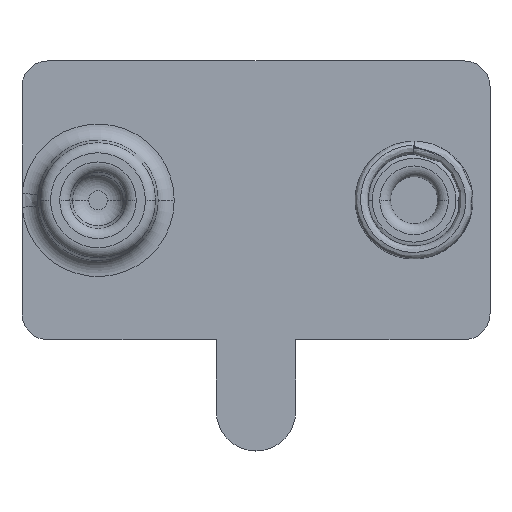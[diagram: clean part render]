
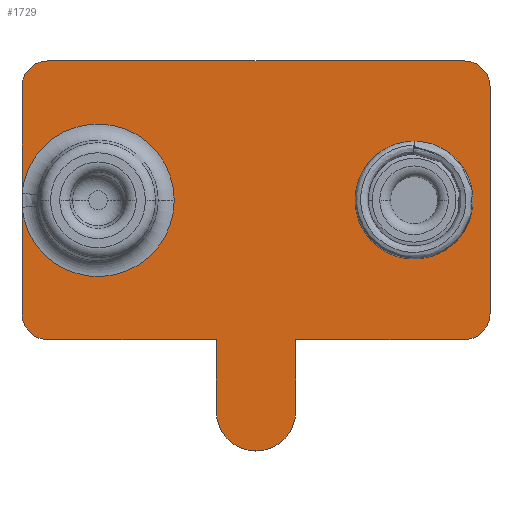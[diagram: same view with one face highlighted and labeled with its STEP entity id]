
A CAD part, top view. The second image highlights one B-rep face of the part: STEP entity #1729.
In plain terms, the highlighted planar face has unit normal (0, 0, 1).
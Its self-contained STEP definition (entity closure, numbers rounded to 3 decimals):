
#63 = CARTESIAN_POINT ( 'NONE',  ( 10.92, 6.4, 0.15 ) ) ;
#129 = DIRECTION ( 'NONE',  ( 0., 0., -1. ) ) ;
#207 = VERTEX_POINT ( 'NONE', #3074 ) ;
#234 = ORIENTED_EDGE ( 'NONE', *, *, #3474, .T. ) ;
#259 = LINE ( 'NONE', #1734, #3673 ) ;
#273 = ORIENTED_EDGE ( 'NONE', *, *, #2762, .F. ) ;
#295 = DIRECTION ( 'NONE',  ( 0., -1., 0. ) ) ;
#309 = CIRCLE ( 'NONE', #3134, 1.2 ) ;
#372 = AXIS2_PLACEMENT_3D ( 'NONE', #1096, #1107, #2005 ) ;
#374 = EDGE_LOOP ( 'NONE', ( #1368, #1365, #2543, #976, #1239, #1302, #892, #3313, #1989, #3146, #1292, #759, #2107, #3556, #234 ) ) ;
#379 = EDGE_CURVE ( 'NONE', #2352, #2168, #2195, .T. ) ;
#416 = CARTESIAN_POINT ( 'NONE',  ( -3.815, 11.7, 0.15 ) ) ;
#433 = DIRECTION ( 'NONE',  ( 1., 0., 0. ) ) ;
#474 = CARTESIAN_POINT ( 'NONE',  ( -10.92, 6.4, 0.15 ) ) ;
#543 = VECTOR ( 'NONE', #715, 1000. ) ;
#544 = CARTESIAN_POINT ( 'NONE',  ( -7.375, 11.7, 0.15 ) ) ;
#547 = VECTOR ( 'NONE', #625, 1000. ) ;
#556 = EDGE_CURVE ( 'NONE', #837, #3596, #309, .T. ) ;
#589 = VECTOR ( 'NONE', #3011, 1000. ) ;
#617 = AXIS2_PLACEMENT_3D ( 'NONE', #1319, #746, #3406 ) ;
#625 = DIRECTION ( 'NONE',  ( -1., 0., 0. ) ) ;
#648 = CARTESIAN_POINT ( 'NONE',  ( -9.72, 18.2, 0.15 ) ) ;
#696 = LINE ( 'NONE', #2255, #834 ) ;
#698 = CARTESIAN_POINT ( 'NONE',  ( 9.72, 18.2, 0.15 ) ) ;
#713 = EDGE_LOOP ( 'NONE', ( #273, #1975 ) ) ;
#715 = DIRECTION ( 'NONE',  ( 0., -1., 0. ) ) ;
#746 = DIRECTION ( 'NONE',  ( 0., 0., 1. ) ) ;
#748 = VERTEX_POINT ( 'NONE', #416 ) ;
#759 = ORIENTED_EDGE ( 'NONE', *, *, #3068, .T. ) ;
#787 = LINE ( 'NONE', #3310, #589 ) ;
#802 = CARTESIAN_POINT ( 'NONE',  ( 9.72, 5.2, 0.15 ) ) ;
#812 = VERTEX_POINT ( 'NONE', #1628 ) ;
#834 = VECTOR ( 'NONE', #986, 1000. ) ;
#837 = VERTEX_POINT ( 'NONE', #1881 ) ;
#862 = DIRECTION ( 'NONE',  ( 1., 0., 0. ) ) ;
#872 = DIRECTION ( 'NONE',  ( 0., 1., 0. ) ) ;
#892 = ORIENTED_EDGE ( 'NONE', *, *, #2984, .T. ) ;
#901 = EDGE_CURVE ( 'NONE', #1635, #207, #696, .T. ) ;
#934 = CARTESIAN_POINT ( 'NONE',  ( -1.85, 1.85, 0.15 ) ) ;
#965 = CARTESIAN_POINT ( 'NONE',  ( 9.72, 17., 0.15 ) ) ;
#976 = ORIENTED_EDGE ( 'NONE', *, *, #3524, .T. ) ;
#986 = DIRECTION ( 'NONE',  ( 1., 0., 0. ) ) ;
#1046 = AXIS2_PLACEMENT_3D ( 'NONE', #1413, #3514, #2596 ) ;
#1096 = CARTESIAN_POINT ( 'NONE',  ( 9.72, 6.4, 0.15 ) ) ;
#1107 = DIRECTION ( 'NONE',  ( 0., 0., 1. ) ) ;
#1194 = VERTEX_POINT ( 'NONE', #3804 ) ;
#1235 = AXIS2_PLACEMENT_3D ( 'NONE', #2793, #2165, #3375 ) ;
#1239 = ORIENTED_EDGE ( 'NONE', *, *, #3145, .T. ) ;
#1247 = VERTEX_POINT ( 'NONE', #2340 ) ;
#1292 = ORIENTED_EDGE ( 'NONE', *, *, #3200, .T. ) ;
#1302 = ORIENTED_EDGE ( 'NONE', *, *, #901, .T. ) ;
#1319 = CARTESIAN_POINT ( 'NONE',  ( 0., 1.85, 0.15 ) ) ;
#1336 = LINE ( 'NONE', #2282, #1664 ) ;
#1365 = ORIENTED_EDGE ( 'NONE', *, *, #3332, .T. ) ;
#1368 = ORIENTED_EDGE ( 'NONE', *, *, #2604, .T. ) ;
#1413 = CARTESIAN_POINT ( 'NONE',  ( 7.375, 11.7, 0.15 ) ) ;
#1476 = DIRECTION ( 'NONE',  ( 1., 0., 0. ) ) ;
#1546 = PLANE ( 'NONE',  #3699 ) ;
#1604 = DIRECTION ( 'NONE',  ( 1., 0., 0. ) ) ;
#1616 = FACE_OUTER_BOUND ( 'NONE', #374, .T. ) ;
#1628 = CARTESIAN_POINT ( 'NONE',  ( -10.92, 11.372, 0.15 ) ) ;
#1635 = VERTEX_POINT ( 'NONE', #3294 ) ;
#1664 = VECTOR ( 'NONE', #1665, 1000. ) ;
#1665 = DIRECTION ( 'NONE',  ( 0., 1., 0. ) ) ;
#1729 = ADVANCED_FACE ( 'NONE', ( #1905, #1616 ), #1546, .T. ) ;
#1734 = CARTESIAN_POINT ( 'NONE',  ( -10.92, 17., 0.15 ) ) ;
#1773 = VERTEX_POINT ( 'NONE', #3340 ) ;
#1794 = CIRCLE ( 'NONE', #2675, 2.445 ) ;
#1881 = CARTESIAN_POINT ( 'NONE',  ( 10.92, 17., 0.15 ) ) ;
#1905 = FACE_BOUND ( 'NONE', #713, .T. ) ;
#1975 = ORIENTED_EDGE ( 'NONE', *, *, #3234, .F. ) ;
#1989 = ORIENTED_EDGE ( 'NONE', *, *, #2679, .T. ) ;
#1995 = DIRECTION ( 'NONE',  ( 0., 0., 1. ) ) ;
#2005 = DIRECTION ( 'NONE',  ( 1., 0., 0. ) ) ;
#2014 = DIRECTION ( 'NONE',  ( 1., 0., 0. ) ) ;
#2032 = CARTESIAN_POINT ( 'NONE',  ( 1.85, 5.2, 0.15 ) ) ;
#2035 = DIRECTION ( 'NONE',  ( 0., 0., -1. ) ) ;
#2079 = EDGE_CURVE ( 'NONE', #2868, #1247, #3122, .T. ) ;
#2107 = ORIENTED_EDGE ( 'NONE', *, *, #556, .T. ) ;
#2124 = AXIS2_PLACEMENT_3D ( 'NONE', #544, #2035, #862 ) ;
#2146 = CARTESIAN_POINT ( 'NONE',  ( -10.92, 17., 0.15 ) ) ;
#2165 = DIRECTION ( 'NONE',  ( 0., 0., 1. ) ) ;
#2167 = DIRECTION ( 'NONE',  ( 0., 0., 1. ) ) ;
#2168 = VERTEX_POINT ( 'NONE', #802 ) ;
#2195 = LINE ( 'NONE', #2266, #2244 ) ;
#2235 = CIRCLE ( 'NONE', #1046, 2.445 ) ;
#2244 = VECTOR ( 'NONE', #1604, 1000. ) ;
#2255 = CARTESIAN_POINT ( 'NONE',  ( -9.72, 5.2, 0.15 ) ) ;
#2266 = CARTESIAN_POINT ( 'NONE',  ( 1.85, 5.2, 0.15 ) ) ;
#2282 = CARTESIAN_POINT ( 'NONE',  ( 10.92, 17., 0.15 ) ) ;
#2283 = LINE ( 'NONE', #2146, #543 ) ;
#2325 = CIRCLE ( 'NONE', #2124, 3.56 ) ;
#2340 = CARTESIAN_POINT ( 'NONE',  ( 1.85, 1.85, 0.15 ) ) ;
#2341 = VERTEX_POINT ( 'NONE', #474 ) ;
#2352 = VERTEX_POINT ( 'NONE', #2032 ) ;
#2360 = CARTESIAN_POINT ( 'NONE',  ( -9.72, 18.2, 0.15 ) ) ;
#2457 = AXIS2_PLACEMENT_3D ( 'NONE', #3708, #129, #433 ) ;
#2543 = ORIENTED_EDGE ( 'NONE', *, *, #3861, .T. ) ;
#2570 = EDGE_CURVE ( 'NONE', #3596, #2949, #2899, .T. ) ;
#2596 = DIRECTION ( 'NONE',  ( 1., 0., 0. ) ) ;
#2604 = EDGE_CURVE ( 'NONE', #2671, #1773, #259, .T. ) ;
#2654 = AXIS2_PLACEMENT_3D ( 'NONE', #3493, #1995, #2014 ) ;
#2671 = VERTEX_POINT ( 'NONE', #3018 ) ;
#2675 = AXIS2_PLACEMENT_3D ( 'NONE', #2980, #3877, #1476 ) ;
#2679 = EDGE_CURVE ( 'NONE', #1247, #2352, #2742, .T. ) ;
#2738 = DIRECTION ( 'NONE',  ( 0., 0., 1. ) ) ;
#2742 = LINE ( 'NONE', #3267, #3775 ) ;
#2754 = DIRECTION ( 'NONE',  ( 1., 0., 0. ) ) ;
#2762 = EDGE_CURVE ( 'NONE', #3750, #1194, #1794, .T. ) ;
#2793 = CARTESIAN_POINT ( 'NONE',  ( -9.72, 17., 0.15 ) ) ;
#2844 = CIRCLE ( 'NONE', #372, 1.2 ) ;
#2868 = VERTEX_POINT ( 'NONE', #934 ) ;
#2899 = LINE ( 'NONE', #2360, #547 ) ;
#2949 = VERTEX_POINT ( 'NONE', #648 ) ;
#2980 = CARTESIAN_POINT ( 'NONE',  ( 7.375, 11.7, 0.15 ) ) ;
#2984 = EDGE_CURVE ( 'NONE', #207, #2868, #787, .T. ) ;
#3011 = DIRECTION ( 'NONE',  ( 0., -1., 0. ) ) ;
#3018 = CARTESIAN_POINT ( 'NONE',  ( -10.92, 17., 0.15 ) ) ;
#3068 = EDGE_CURVE ( 'NONE', #3554, #837, #1336, .T. ) ;
#3074 = CARTESIAN_POINT ( 'NONE',  ( -1.85, 5.2, 0.15 ) ) ;
#3122 = CIRCLE ( 'NONE', #617, 1.85 ) ;
#3134 = AXIS2_PLACEMENT_3D ( 'NONE', #965, #2167, #3377 ) ;
#3145 = EDGE_CURVE ( 'NONE', #2341, #1635, #3253, .T. ) ;
#3146 = ORIENTED_EDGE ( 'NONE', *, *, #379, .T. ) ;
#3200 = EDGE_CURVE ( 'NONE', #2168, #3554, #2844, .T. ) ;
#3234 = EDGE_CURVE ( 'NONE', #1194, #3750, #2235, .T. ) ;
#3253 = CIRCLE ( 'NONE', #2654, 1.2 ) ;
#3267 = CARTESIAN_POINT ( 'NONE',  ( 1.85, 1.85, 0.15 ) ) ;
#3294 = CARTESIAN_POINT ( 'NONE',  ( -9.72, 5.2, 0.15 ) ) ;
#3310 = CARTESIAN_POINT ( 'NONE',  ( -1.85, 1.85, 0.15 ) ) ;
#3313 = ORIENTED_EDGE ( 'NONE', *, *, #2079, .T. ) ;
#3332 = EDGE_CURVE ( 'NONE', #1773, #748, #2325, .T. ) ;
#3340 = CARTESIAN_POINT ( 'NONE',  ( -10.92, 12.028, 0.15 ) ) ;
#3352 = CARTESIAN_POINT ( 'NONE',  ( 9.72, 6.4, 0.15 ) ) ;
#3375 = DIRECTION ( 'NONE',  ( 1., 0., 0. ) ) ;
#3377 = DIRECTION ( 'NONE',  ( -1., 0., 0. ) ) ;
#3406 = DIRECTION ( 'NONE',  ( 1., 0., 0. ) ) ;
#3474 = EDGE_CURVE ( 'NONE', #2949, #2671, #3535, .T. ) ;
#3493 = CARTESIAN_POINT ( 'NONE',  ( -9.72, 6.4, 0.15 ) ) ;
#3514 = DIRECTION ( 'NONE',  ( 0., 0., 1. ) ) ;
#3524 = EDGE_CURVE ( 'NONE', #812, #2341, #2283, .T. ) ;
#3535 = CIRCLE ( 'NONE', #1235, 1.2 ) ;
#3554 = VERTEX_POINT ( 'NONE', #63 ) ;
#3556 = ORIENTED_EDGE ( 'NONE', *, *, #2570, .T. ) ;
#3596 = VERTEX_POINT ( 'NONE', #698 ) ;
#3668 = CARTESIAN_POINT ( 'NONE',  ( 4.93, 11.7, 0.15 ) ) ;
#3673 = VECTOR ( 'NONE', #295, 1000. ) ;
#3699 = AXIS2_PLACEMENT_3D ( 'NONE', #3352, #2738, #2754 ) ;
#3708 = CARTESIAN_POINT ( 'NONE',  ( -7.375, 11.7, 0.15 ) ) ;
#3750 = VERTEX_POINT ( 'NONE', #3668 ) ;
#3775 = VECTOR ( 'NONE', #872, 1000. ) ;
#3804 = CARTESIAN_POINT ( 'NONE',  ( 9.82, 11.7, 0.15 ) ) ;
#3852 = CIRCLE ( 'NONE', #2457, 3.56 ) ;
#3861 = EDGE_CURVE ( 'NONE', #748, #812, #3852, .T. ) ;
#3877 = DIRECTION ( 'NONE',  ( 0., 0., 1. ) ) ;
